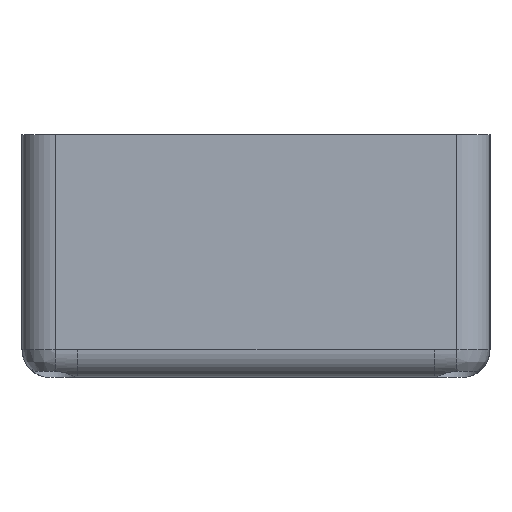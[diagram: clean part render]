
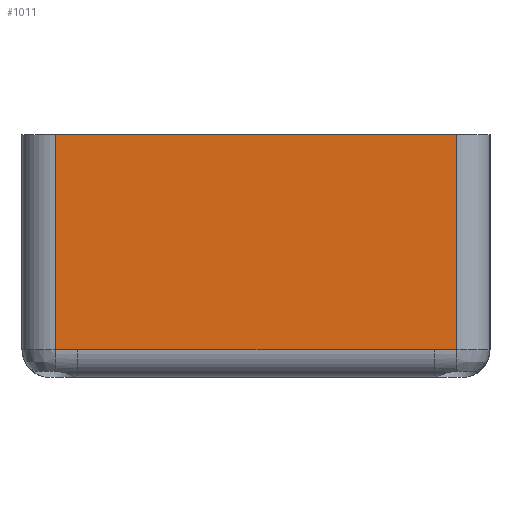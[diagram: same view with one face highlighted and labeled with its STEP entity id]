
A CAD part, left-side view. The second image highlights one B-rep face of the part: STEP entity #1011.
In plain terms, the highlighted planar face has unit normal (-1, 0, 0).
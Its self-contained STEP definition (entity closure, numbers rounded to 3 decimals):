
#55=PLANE('',#1111);
#100=FACE_OUTER_BOUND('',#168,.T.);
#168=EDGE_LOOP('',(#794,#795,#796,#797,#798,#799));
#305=LINE('',#1538,#369);
#307=LINE('',#1556,#371);
#320=LINE('',#1720,#384);
#331=LINE('',#1764,#395);
#335=LINE('',#1773,#399);
#337=LINE('',#1786,#401);
#369=VECTOR('',#1204,10.);
#371=VECTOR('',#1212,10.);
#384=VECTOR('',#1281,10.);
#395=VECTOR('',#1324,10.);
#399=VECTOR('',#1332,10.);
#401=VECTOR('',#1346,10.);
#435=VERTEX_POINT('',#1535);
#436=VERTEX_POINT('',#1537);
#439=VERTEX_POINT('',#1554);
#465=VERTEX_POINT('',#1719);
#473=VERTEX_POINT('',#1763);
#476=VERTEX_POINT('',#1772);
#526=EDGE_CURVE('',#435,#436,#305,.T.);
#531=EDGE_CURVE('',#439,#435,#307,.T.);
#569=EDGE_CURVE('',#436,#465,#320,.T.);
#589=EDGE_CURVE('',#465,#473,#331,.T.);
#594=EDGE_CURVE('',#473,#476,#335,.T.);
#601=EDGE_CURVE('',#476,#439,#337,.T.);
#794=ORIENTED_EDGE('',*,*,#531,.F.);
#795=ORIENTED_EDGE('',*,*,#601,.F.);
#796=ORIENTED_EDGE('',*,*,#594,.F.);
#797=ORIENTED_EDGE('',*,*,#589,.F.);
#798=ORIENTED_EDGE('',*,*,#569,.F.);
#799=ORIENTED_EDGE('',*,*,#526,.F.);
#1011=ADVANCED_FACE('',(#100),#55,.T.);
#1111=AXIS2_PLACEMENT_3D('',#1785,#1344,#1345);
#1204=DIRECTION('',(0.,1.,0.));
#1212=DIRECTION('',(0.,1.,0.));
#1281=DIRECTION('',(0.,1.,0.));
#1324=DIRECTION('',(0.,0.,1.));
#1332=DIRECTION('',(0.,-1.,0.));
#1344=DIRECTION('center_axis',(-1.,0.,0.));
#1345=DIRECTION('ref_axis',(0.,-1.,0.));
#1346=DIRECTION('',(0.,0.,-1.));
#1535=CARTESIAN_POINT('',(49.9,-6.512,8.));
#1537=CARTESIAN_POINT('',(49.9,25.512,8.));
#1538=CARTESIAN_POINT('',(49.9,20.,8.));
#1554=CARTESIAN_POINT('',(49.9,-8.5,8.));
#1556=CARTESIAN_POINT('',(49.9,20.,8.));
#1719=CARTESIAN_POINT('',(49.9,27.5,8.));
#1720=CARTESIAN_POINT('',(49.9,20.,8.));
#1763=CARTESIAN_POINT('',(49.9,27.5,27.295));
#1764=CARTESIAN_POINT('',(49.9,27.5,5.5));
#1772=CARTESIAN_POINT('',(49.9,-8.5,27.295));
#1773=CARTESIAN_POINT('',(49.9,20.,27.295));
#1785=CARTESIAN_POINT('Origin',(49.9,30.5,5.5));
#1786=CARTESIAN_POINT('',(49.9,-8.5,5.5));
